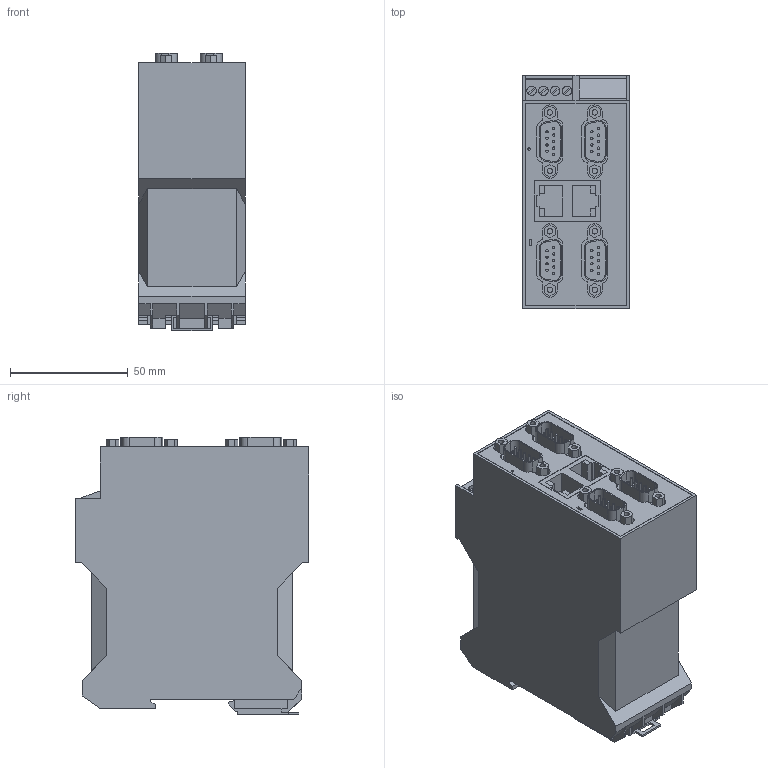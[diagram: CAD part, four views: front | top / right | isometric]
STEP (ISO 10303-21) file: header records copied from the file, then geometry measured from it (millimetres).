
FILE_DESCRIPTION(('Creo Elements/Direct Modeling STEP Export'),'2;1');
FILE_NAME('model.stp','2018-12-21T18:01:00',(''),(''),'Creo Elements/Direct Modeling STEP processor for AP214 (Solid Model)','Creo Elements/Direct Modeling 18.1I 14-Aug-2016 (C) Parametric Technology GmbH','');
FILE_SCHEMA(('AUTOMOTIVE_DESIGN { 1 0 10303 214 1 1 1 1 }'));
Length unit declared in the file: millimetre
Products named in the file (2): GW_EIP_MODBUS_2E_4DB9-select
Assembly tree (1 placements, depth 2):
  GW_EIP_MODBUS_2E_4DB9-select
    GW_EIP_MODBUS_2E_4DB9-select
Bounding box: 45.2 x 99 x 117.5 mm (x, y, z)
Volume: 437140.6 mm3; surface area: 45719 mm2
Topology: 1 solids, 1 shells, 568 faces, 1434 edges, 946 vertices
Faces by surface type: plane 414, cylinder 154
Entity records: 20422 total; most frequent: ORIENTED_EDGE 2868, CARTESIAN_POINT 2761, DIRECTION 2532, EDGE_CURVE 1434, VECTOR 1098, LINE 1098, VERTEX_POINT 946, AXIS2_PLACEMENT_3D 717
